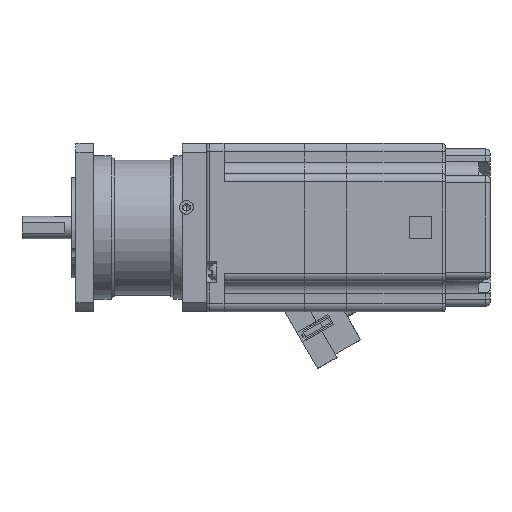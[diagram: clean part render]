
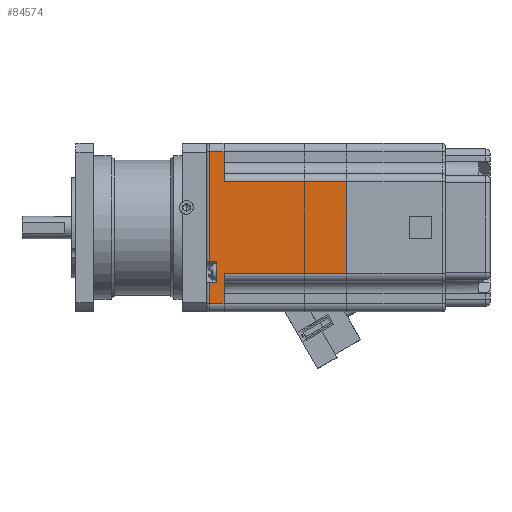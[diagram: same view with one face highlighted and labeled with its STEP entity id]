
A CAD part, front view. The second image highlights one B-rep face of the part: STEP entity #84574.
In plain terms, the highlighted planar face has unit normal (0, -1, 0).
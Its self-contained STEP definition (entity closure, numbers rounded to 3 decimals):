
#56864 = EDGE_CURVE ( 'NONE', #96013, #96011, #83620, .T. ) ;
#56877 = EDGE_CURVE ( 'NONE', #95994, #96017, #83632, .T. ) ;
#56880 = EDGE_CURVE ( 'NONE', #96017, #96019, #83635, .T. ) ;
#56884 = EDGE_CURVE ( 'NONE', #96019, #96020, #83639, .T. ) ;
#56889 = EDGE_CURVE ( 'NONE', #96020, #96021, #83643, .T. ) ;
#56891 = EDGE_CURVE ( 'NONE', #96021, #95969, #83644, .T. ) ;
#56893 = EDGE_CURVE ( 'NONE', #95969, #96013, #83646, .T. ) ;
#56903 = EDGE_CURVE ( 'NONE', #96022, #96024, #83657, .T. ) ;
#56949 = EDGE_CURVE ( 'NONE', #96024, #95994, #83696, .T. ) ;
#57015 = EDGE_CURVE ( 'NONE', #96011, #96052, #83758, .T. ) ;
#57017 = EDGE_CURVE ( 'NONE', #96052, #96060, #83759, .T. ) ;
#57020 = EDGE_CURVE ( 'NONE', #96022, #96060, #83761, .T. ) ;
#83620 = LINE ( 'NONE', #87392, #83624 ) ;
#83624 = VECTOR ( 'NONE', #87384, 1000. ) ;
#83632 = LINE ( 'NONE', #87423, #83634 ) ;
#83634 = VECTOR ( 'NONE', #87425, 1000. ) ;
#83635 = LINE ( 'NONE', #87448, #83638 ) ;
#83638 = VECTOR ( 'NONE', #87451, 1000. ) ;
#83639 = LINE ( 'NONE', #87457, #83642 ) ;
#83642 = VECTOR ( 'NONE', #87460, 1000. ) ;
#83643 = LINE ( 'NONE', #87434, #83645 ) ;
#83644 = LINE ( 'NONE', #87472, #83647 ) ;
#83645 = VECTOR ( 'NONE', #87435, 1000. ) ;
#83646 = LINE ( 'NONE', #87476, #83649 ) ;
#83647 = VECTOR ( 'NONE', #87475, 1000. ) ;
#83649 = VECTOR ( 'NONE', #90707, 1000. ) ;
#83657 = LINE ( 'NONE', #90730, #83659 ) ;
#83659 = VECTOR ( 'NONE', #90719, 1000. ) ;
#83696 = LINE ( 'NONE', #90871, #83699 ) ;
#83699 = VECTOR ( 'NONE', #90873, 1000. ) ;
#83758 = LINE ( 'NONE', #91002, #83760 ) ;
#83759 = LINE ( 'NONE', #91016, #83762 ) ;
#83760 = VECTOR ( 'NONE', #91001, 1000. ) ;
#83761 = LINE ( 'NONE', #91018, #83764 ) ;
#83762 = VECTOR ( 'NONE', #91017, 1000. ) ;
#83764 = VECTOR ( 'NONE', #91019, 1000. ) ;
#84574 = ADVANCED_FACE ( 'NONE', ( #111041 ), #116565, .T. ) ;
#87384 = DIRECTION ( 'NONE',  ( -1., 0., 0. ) ) ;
#87392 = CARTESIAN_POINT ( 'NONE',  ( 32.176, 155.692, -205.7 ) ) ;
#87423 = CARTESIAN_POINT ( 'NONE',  ( 32.176, 155.692, -211. ) ) ;
#87425 = DIRECTION ( 'NONE',  ( 1., 0., 0. ) ) ;
#87434 = CARTESIAN_POINT ( 'NONE',  ( 81.776, 155.692, -212. ) ) ;
#87435 = DIRECTION ( 'NONE',  ( 0., 0., -1. ) ) ;
#87448 = CARTESIAN_POINT ( 'NONE',  ( 74.376, 155.692, -212. ) ) ;
#87451 = DIRECTION ( 'NONE',  ( 0., 0., 1. ) ) ;
#87457 = CARTESIAN_POINT ( 'NONE',  ( 32.176, 155.692, -208.5 ) ) ;
#87460 = DIRECTION ( 'NONE',  ( 1., 0., 0. ) ) ;
#87472 = CARTESIAN_POINT ( 'NONE',  ( 32.176, 155.692, -211. ) ) ;
#87475 = DIRECTION ( 'NONE',  ( 1., 0., 0. ) ) ;
#87476 = CARTESIAN_POINT ( 'NONE',  ( 89.176, 155.692, -212. ) ) ;
#90707 = DIRECTION ( 'NONE',  ( 0., 0., 1. ) ) ;
#90719 = DIRECTION ( 'NONE',  ( -1., 0., 0. ) ) ;
#90730 = CARTESIAN_POINT ( 'NONE',  ( 32.176, 155.692, -205.7 ) ) ;
#90871 = CARTESIAN_POINT ( 'NONE',  ( 35.176, 155.692, -212. ) ) ;
#90873 = DIRECTION ( 'NONE',  ( 0., 0., -1. ) ) ;
#91001 = DIRECTION ( 'NONE',  ( 0., 0., 1. ) ) ;
#91002 = CARTESIAN_POINT ( 'NONE',  ( 78.476, 155.692, -212. ) ) ;
#91016 = CARTESIAN_POINT ( 'NONE',  ( 92.177, 155.692, -162. ) ) ;
#91017 = DIRECTION ( 'NONE',  ( -1., 0., 0. ) ) ;
#91018 = CARTESIAN_POINT ( 'NONE',  ( 45.876, 155.692, -121. ) ) ;
#91019 = DIRECTION ( 'NONE',  ( 0., 0., 1. ) ) ;
#93571 = EDGE_LOOP ( 'NONE', ( #96816, #96817, #96818, #96819, #96820, #96821, #96822, #96823, #96824, #96825, #96826, #96827 ) ) ;
#95969 = VERTEX_POINT ( 'NONE', #132030 ) ;
#95994 = VERTEX_POINT ( 'NONE', #132075 ) ;
#96011 = VERTEX_POINT ( 'NONE', #132105 ) ;
#96013 = VERTEX_POINT ( 'NONE', #132109 ) ;
#96017 = VERTEX_POINT ( 'NONE', #132116 ) ;
#96019 = VERTEX_POINT ( 'NONE', #132120 ) ;
#96020 = VERTEX_POINT ( 'NONE', #132122 ) ;
#96021 = VERTEX_POINT ( 'NONE', #132123 ) ;
#96022 = VERTEX_POINT ( 'NONE', #132125 ) ;
#96024 = VERTEX_POINT ( 'NONE', #132129 ) ;
#96052 = VERTEX_POINT ( 'NONE', #132179 ) ;
#96060 = VERTEX_POINT ( 'NONE', #132194 ) ;
#96816 = ORIENTED_EDGE ( 'NONE', *, *, #56891, .T. ) ;
#96817 = ORIENTED_EDGE ( 'NONE', *, *, #56893, .T. ) ;
#96818 = ORIENTED_EDGE ( 'NONE', *, *, #56864, .T. ) ;
#96819 = ORIENTED_EDGE ( 'NONE', *, *, #57015, .T. ) ;
#96820 = ORIENTED_EDGE ( 'NONE', *, *, #57017, .T. ) ;
#96821 = ORIENTED_EDGE ( 'NONE', *, *, #57020, .F. ) ;
#96822 = ORIENTED_EDGE ( 'NONE', *, *, #56903, .T. ) ;
#96823 = ORIENTED_EDGE ( 'NONE', *, *, #56949, .T. ) ;
#96824 = ORIENTED_EDGE ( 'NONE', *, *, #56877, .T. ) ;
#96825 = ORIENTED_EDGE ( 'NONE', *, *, #56880, .T. ) ;
#96826 = ORIENTED_EDGE ( 'NONE', *, *, #56884, .T. ) ;
#96827 = ORIENTED_EDGE ( 'NONE', *, *, #56889, .T. ) ;
#111041 = FACE_OUTER_BOUND ( 'NONE', #93571, .T. ) ;
#115466 = AXIS2_PLACEMENT_3D ( 'NONE', #116560, #116568, #116569 ) ;
#116560 = CARTESIAN_POINT ( 'NONE',  ( 32.176, 155.692, -212. ) ) ;
#116565 = PLANE ( 'NONE',  #115466 ) ;
#116568 = DIRECTION ( 'NONE',  ( 0., -1., 0. ) ) ;
#116569 = DIRECTION ( 'NONE',  ( 0., 0., -1. ) ) ;
#132030 = CARTESIAN_POINT ( 'NONE',  ( 89.176, 155.692, -211. ) ) ;
#132075 = CARTESIAN_POINT ( 'NONE',  ( 35.176, 155.692, -211. ) ) ;
#132105 = CARTESIAN_POINT ( 'NONE',  ( 78.476, 155.692, -205.7 ) ) ;
#132109 = CARTESIAN_POINT ( 'NONE',  ( 89.176, 155.692, -205.7 ) ) ;
#132116 = CARTESIAN_POINT ( 'NONE',  ( 74.376, 155.692, -211. ) ) ;
#132120 = CARTESIAN_POINT ( 'NONE',  ( 74.376, 155.692, -208.5 ) ) ;
#132122 = CARTESIAN_POINT ( 'NONE',  ( 81.776, 155.692, -208.5 ) ) ;
#132123 = CARTESIAN_POINT ( 'NONE',  ( 81.776, 155.692, -211. ) ) ;
#132125 = CARTESIAN_POINT ( 'NONE',  ( 45.876, 155.692, -205.7 ) ) ;
#132129 = CARTESIAN_POINT ( 'NONE',  ( 35.176, 155.692, -205.7 ) ) ;
#132179 = CARTESIAN_POINT ( 'NONE',  ( 78.476, 155.692, -162. ) ) ;
#132194 = CARTESIAN_POINT ( 'NONE',  ( 45.876, 155.692, -162. ) ) ;
